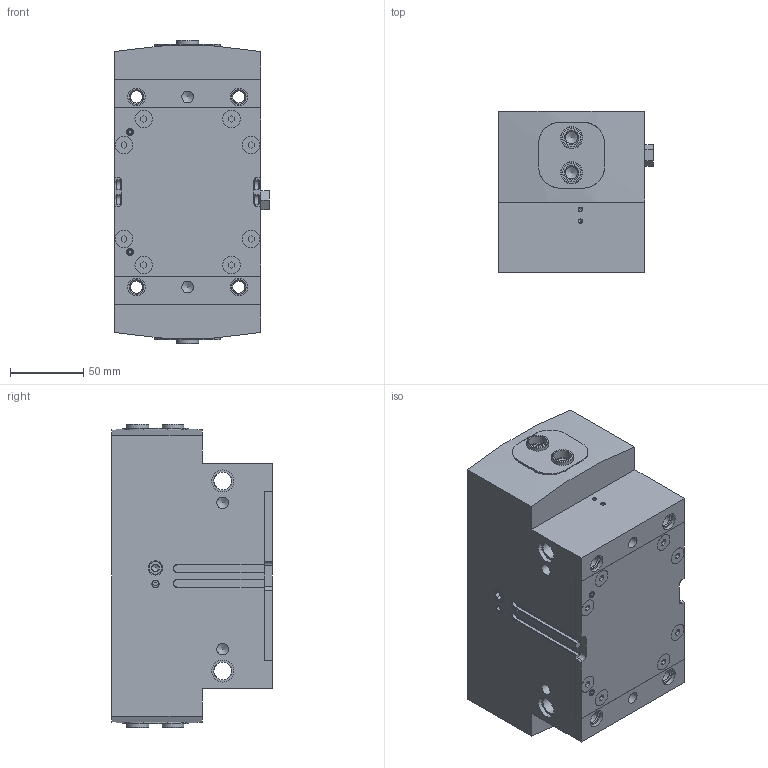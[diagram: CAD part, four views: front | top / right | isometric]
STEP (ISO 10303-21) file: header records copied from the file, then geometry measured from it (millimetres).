
FILE_DESCRIPTION(/* description */ ('STEP AP214'),/* implementation_level */ '2;1');
FILE_NAME(/* name */ '1132957_HGPD-80-A',/* time_stamp */ '2024-08-28T13:11:31+02:00',/* author */ ('License CC BY-ND 4.0'),/* organization */ ('CADENAS'),/* preprocessor_version */ 'ST-DEVELOPER v19.3',/* originating_system */ 'PARTsolutions',/* authorisation */ ' ');
FILE_SCHEMA (('AUTOMOTIVE_DESIGN {1 0 10303 214 3 1 1}'));
Length unit declared in the file: millimetre
Products named in the file (7): 1132957 HGPD-80-A---(0); 1132957 HGPD-80-A (g)---(0); 1132957 HGPD-80-A (b); 191409 ZBH-15; 1164663 (f); Gewindestift G1/8; DIN-913 - M5x5
Assembly tree (11 placements, depth 2):
  1132957 HGPD-80-A---(0)
    1132957 HGPD-80-A (g)---(0)
    1132957 HGPD-80-A (b)  x2
    191409 ZBH-15  x4
    1164663 (f)
    Gewindestift G1/8
    DIN-913 - M5x5  x2
Bounding box: 106 x 110 x 207.8 mm (x, y, z)
Volume: 1891928 mm3; surface area: 196726 mm2
Topology: 11 solids, 11 shells, 487 faces, 1099 edges, 691 vertices
Faces by surface type: plane 275, cylinder 132, cone 60, torus 20
Full cylindrical faces by diameter (mm): 2.459 x4, 4.134 x2, 5 x4, 8 x4, 8.376 x8, 8.4 x8, 8.566 x2, 9.728 x1, 9.73 x1, 11.445 x2, 12 x12, 12.2 x2, 12.4 x4, 13 x4, 13.5 x4, 15 x10, 18.5 x2
Entity records: 14171 total; most frequent: CARTESIAN_POINT 2142, DIRECTION 1992, ORIENTED_EDGE 1722, EDGE_CURVE 861, AXIS2_PLACEMENT_3D 716, FACE_BOUND 617, VERTEX_POINT 616, EDGE_LOOP 606
